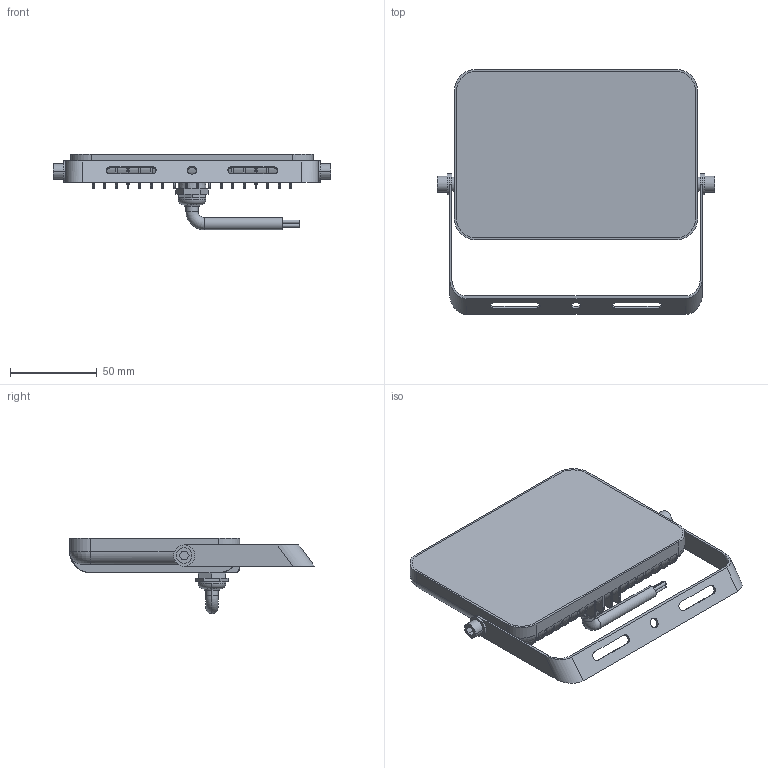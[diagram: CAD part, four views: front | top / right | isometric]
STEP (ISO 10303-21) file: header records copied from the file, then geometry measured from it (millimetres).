
FILE_DESCRIPTION (( 'STEP AP203' ), '1' );
FILE_NAME ('LPDO601-30-65-K02 Ïðîæåêòîð ÑÄÎ 06-30 ñâåòîäèîäíûé ÷åðíûé IP65 6500 K IEK.STEP', '2018-03-16T06:49:57', ( '' ), ( '' ), 'SwSTEP 2.0', 'SolidWorks 2014', '' );
FILE_SCHEMA (( 'CONFIG_CONTROL_DESIGN' ));
Length unit declared in the file: millimetre
Products named in the file (2): LPDO601-30-65-K02 Ïðîæåêòîð ÑÄÎ 06-30 ñâåòîäèîäíûé ÷åðíûé IP65 6500 K IEK
Bounding box: 160 x 141 x 43.5 mm (x, y, z)
Volume: 76387.8 mm3; surface area: 128338.8 mm2
Topology: 12 solids, 12 shells, 547 faces, 1327 edges, 814 vertices
Faces by surface type: cylinder 236, plane 204, bspline 88, torus 14, cone 5
Entity records: 18272 total; most frequent: CARTESIAN_POINT 6417, ORIENTED_EDGE 2654, DIRECTION 2215, EDGE_CURVE 1327, VERTEX_POINT 814, AXIS2_PLACEMENT_3D 782, VECTOR 651, LINE 651
